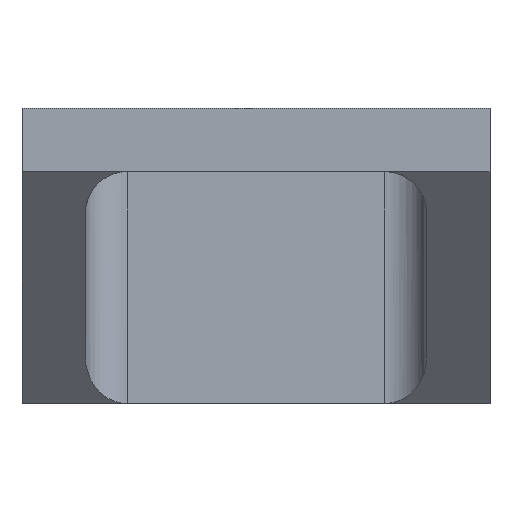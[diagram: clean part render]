
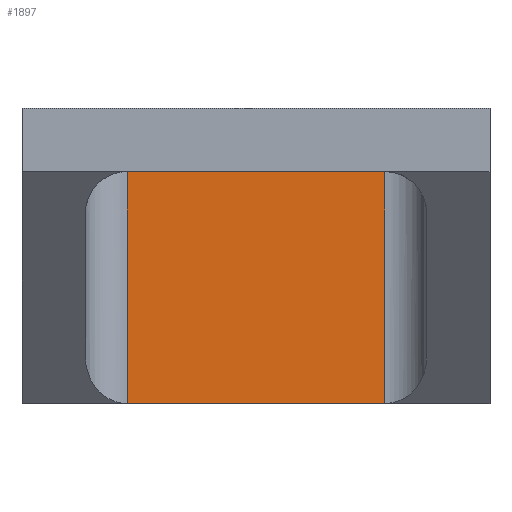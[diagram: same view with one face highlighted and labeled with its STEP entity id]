
A CAD part, top view. The second image highlights one B-rep face of the part: STEP entity #1897.
In plain terms, the highlighted planar face has unit normal (0, 0, 1).
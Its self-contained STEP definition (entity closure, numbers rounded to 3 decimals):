
#65=PLANE('',#2039);
#157=FACE_OUTER_BOUND('',#259,.T.);
#259=EDGE_LOOP('',(#1439,#1440,#1441,#1442));
#397=LINE('',#2788,#619);
#423=LINE('',#2871,#645);
#424=LINE('',#2875,#646);
#425=LINE('',#2876,#647);
#619=VECTOR('',#2243,28.);
#645=VECTOR('',#2317,28.);
#646=VECTOR('',#2324,24.45);
#647=VECTOR('',#2325,24.45);
#886=VERTEX_POINT('',#2784);
#888=VERTEX_POINT('',#2787);
#920=VERTEX_POINT('',#2868);
#921=VERTEX_POINT('',#2870);
#1086=EDGE_CURVE('',#886,#888,#397,.T.);
#1127=EDGE_CURVE('',#920,#921,#423,.T.);
#1130=EDGE_CURVE('',#921,#886,#424,.T.);
#1131=EDGE_CURVE('',#888,#920,#425,.T.);
#1439=ORIENTED_EDGE('',*,*,#1086,.F.);
#1440=ORIENTED_EDGE('',*,*,#1130,.F.);
#1441=ORIENTED_EDGE('',*,*,#1127,.F.);
#1442=ORIENTED_EDGE('',*,*,#1131,.F.);
#1897=ADVANCED_FACE('',(#157),#65,.F.);
#2039=AXIS2_PLACEMENT_3D('',#2874,#2322,#2323);
#2243=DIRECTION('',(0.,1.,0.));
#2317=DIRECTION('',(0.,-1.,0.));
#2322=DIRECTION('center_axis',(0.,0.,-1.));
#2323=DIRECTION('ref_axis',(-1.,0.,0.));
#2324=DIRECTION('',(-1.,0.,0.));
#2325=DIRECTION('',(1.,0.,0.));
#2784=CARTESIAN_POINT('',(-60.448,-25.36,-28.943));
#2787=CARTESIAN_POINT('',(-60.448,2.64,-28.943));
#2788=CARTESIAN_POINT('',(-60.448,0.,-28.943));
#2868=CARTESIAN_POINT('',(-35.998,2.64,-28.943));
#2870=CARTESIAN_POINT('',(-35.998,-25.36,-28.943));
#2871=CARTESIAN_POINT('',(-35.998,0.,-28.943));
#2874=CARTESIAN_POINT('Origin',(-45.223,0.,-28.943));
#2875=CARTESIAN_POINT('',(-31.998,-25.36,-28.943));
#2876=CARTESIAN_POINT('',(-49.723,2.64,-28.943));
